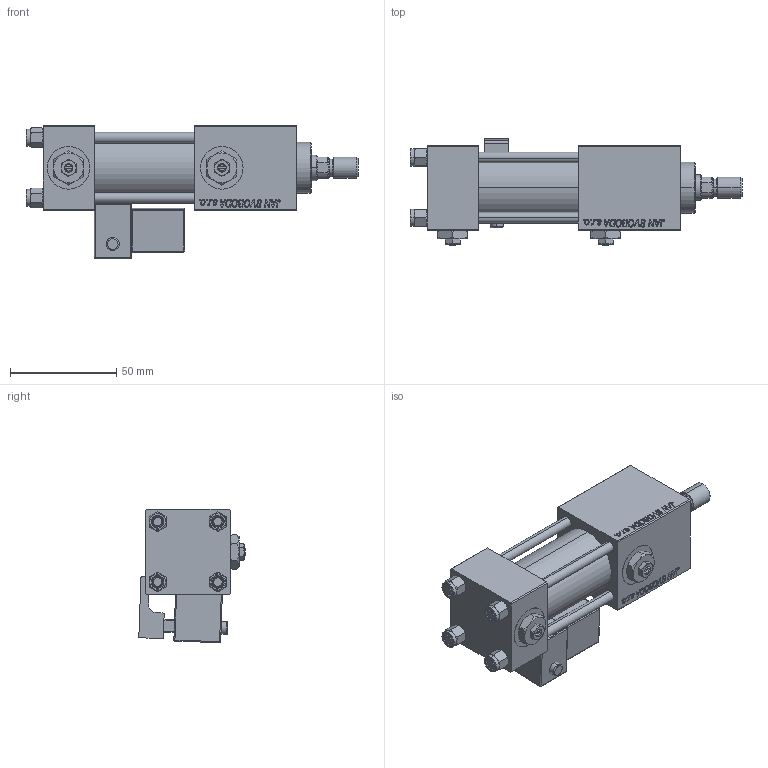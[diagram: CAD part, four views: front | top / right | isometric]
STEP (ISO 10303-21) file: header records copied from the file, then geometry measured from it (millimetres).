
FILE_DESCRIPTION (( 'STEP AP203' ), '1' );
FILE_NAME ('07b5.STEP', '2022-04-14T20:25:46', ( '' ), ( '' ), 'SwSTEP 2.0', 'SolidWorks 2019', '' );
FILE_SCHEMA (( 'CONFIG_CONTROL_DESIGN' ));
Length unit declared in the file: millimetre
Products named in the file (9): V215_VC_A 4a5c6cb820805b8f5e5f382eeadaecac; NUT_M5_C 4a5c6cb820805b8f5e5f382eeadaecac; V215CR_MSU 4a5c6cb820805b8f5e5f382eeadaecac; 07b5; V215CR_C_Body 4a5c6cb820805b8f5e5f382eeadaecac; Zatka_pro_OIL_PORT 4a5c6cb820805b8f5e5f382eeadaecac; V215CR_C_TYCINKA 4a5c6cb820805b8f5e5f382eeadaecac; ROD_END_AH 4a5c6cb820805b8f5e5f382eeadaecac; V215CR_VCP_C 4a5c6cb820805b8f5e5f382eeadaecac
Assembly tree (15 placements, depth 2):
  07b5
    V215CR_C_Body 4a5c6cb820805b8f5e5f382eeadaecac
    V215CR_VCP_C 4a5c6cb820805b8f5e5f382eeadaecac
    NUT_M5_C 4a5c6cb820805b8f5e5f382eeadaecac  x4
    V215CR_C_TYCINKA 4a5c6cb820805b8f5e5f382eeadaecac  x4
    V215_VC_A 4a5c6cb820805b8f5e5f382eeadaecac
    ROD_END_AH 4a5c6cb820805b8f5e5f382eeadaecac
    V215CR_MSU 4a5c6cb820805b8f5e5f382eeadaecac
    Zatka_pro_OIL_PORT 4a5c6cb820805b8f5e5f382eeadaecac  x2
Bounding box: 156 x 49.99 x 62.7 mm (x, y, z)
Volume: 161848.1 mm3; surface area: 62942.4 mm2
Topology: 15 solids, 15 shells, 1347 faces, 3325 edges, 2121 vertices
Faces by surface type: plane 609, bspline 392, cone 182, cylinder 136, torus 16, sphere 12
Entity records: 54988 total; most frequent: CARTESIAN_POINT 28106, ORIENTED_EDGE 5926, DIRECTION 4053, EDGE_CURVE 2963, VERTEX_POINT 1919, VECTOR 1753, LINE 1753, EDGE_LOOP 1324
